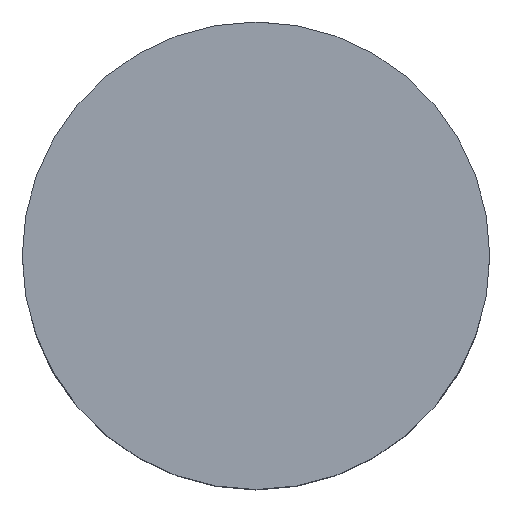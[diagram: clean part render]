
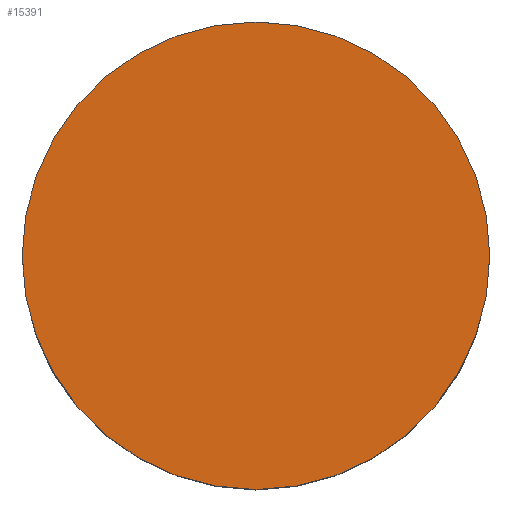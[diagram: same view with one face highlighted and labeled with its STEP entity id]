
A CAD part, top view. The second image highlights one B-rep face of the part: STEP entity #15391.
In plain terms, the highlighted planar face has unit normal (0, 0, 1).
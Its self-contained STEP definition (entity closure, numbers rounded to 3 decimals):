
#2076 = FACE_OUTER_BOUND ( 'NONE', #59533, .T. ) ;
#4559 = DIRECTION ( 'NONE',  ( -1., 0., 0. ) ) ;
#4909 = ORIENTED_EDGE ( 'NONE', *, *, #66459, .T. ) ;
#9590 = DIRECTION ( 'NONE',  ( 0., 0., 1. ) ) ;
#12027 = AXIS2_PLACEMENT_3D ( 'NONE', #48716, #9590, #49208 ) ;
#13152 = VERTEX_POINT ( 'NONE', #65456 ) ;
#15391 = ADVANCED_FACE ( 'Defeature ausgef�hrt1_632', ( #2076 ), #15804, .F. ) ;
#15605 = VERTEX_POINT ( 'NONE', #26997 ) ;
#15804 = PLANE ( 'NONE',  #44745 ) ;
#17080 = EDGE_CURVE ( 'Defeature ausgef�hrt1_632+Defeature ausgef�hrt1_630+Defeature ausgef�hrt1_630+Defeature ausgef�hrt1_630', #13152, #15605, #39472, .T. ) ;
#26997 = CARTESIAN_POINT ( 'NONE',  ( 37., 0., 4.331 ) ) ;
#27286 = DIRECTION ( 'NONE',  ( 0., 0., -1. ) ) ;
#33455 = DIRECTION ( 'NONE',  ( 0., 0., 1. ) ) ;
#34003 = CIRCLE ( 'NONE', #12027, 37. ) ;
#39472 = CIRCLE ( 'NONE', #51546, 37. ) ;
#40171 = ORIENTED_EDGE ( 'NONE', *, *, #17080, .T. ) ;
#44745 = AXIS2_PLACEMENT_3D ( 'NONE', #67663, #27286, #4559 ) ;
#48716 = CARTESIAN_POINT ( 'NONE',  ( 0., 0., 4.331 ) ) ;
#49208 = DIRECTION ( 'NONE',  ( 1., 0., 0. ) ) ;
#51546 = AXIS2_PLACEMENT_3D ( 'NONE', #73378, #33455, #62104 ) ;
#59533 = EDGE_LOOP ( 'NONE', ( #4909, #40171 ) ) ;
#62104 = DIRECTION ( 'NONE',  ( 1., 0., 0. ) ) ;
#65456 = CARTESIAN_POINT ( 'NONE',  ( -37., 0., 4.331 ) ) ;
#66459 = EDGE_CURVE ( 'Defeature ausgef�hrt1_632+Defeature ausgef�hrt1_630+Defeature ausgef�hrt1_630+Defeature ausgef�hrt1_630', #15605, #13152, #34003, .T. ) ;
#67663 = CARTESIAN_POINT ( 'NONE',  ( 0., 34.625, 4.331 ) ) ;
#73378 = CARTESIAN_POINT ( 'NONE',  ( 0., 0., 4.331 ) ) ;
